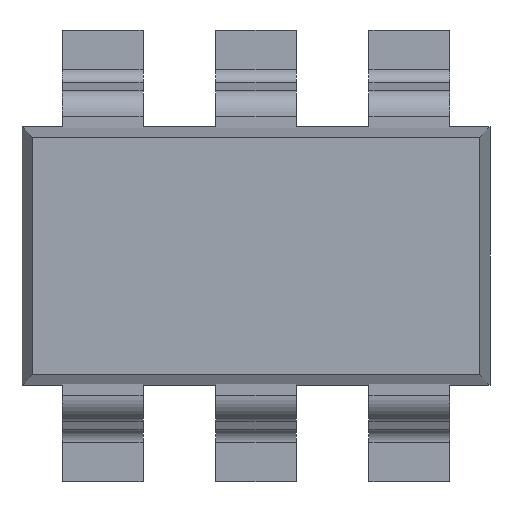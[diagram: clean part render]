
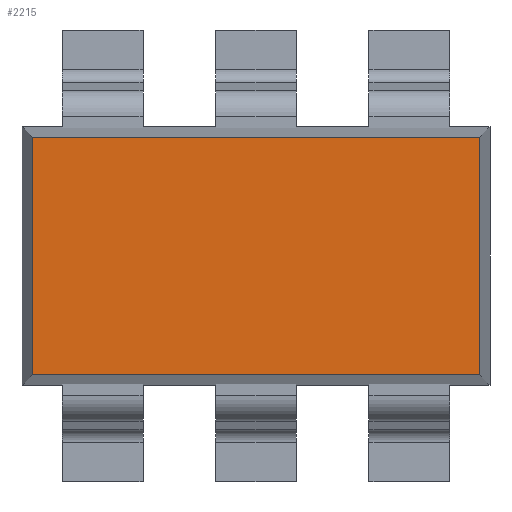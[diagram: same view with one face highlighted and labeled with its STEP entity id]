
A CAD part, front view. The second image highlights one B-rep face of the part: STEP entity #2215.
In plain terms, the highlighted planar face has unit normal (0, -1, 0).
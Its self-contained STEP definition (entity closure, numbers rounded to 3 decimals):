
#320 = EDGE_LOOP ( 'NONE', ( #1031, #3427, #3071, #2283 ) ) ;
#537 = DIRECTION ( 'NONE',  ( 0., 0., -1. ) ) ;
#726 = CARTESIAN_POINT ( 'NONE',  ( 1.385, -0.435, -0.735 ) ) ;
#892 = CARTESIAN_POINT ( 'NONE',  ( -1.385, -0.435, -0.735 ) ) ;
#1031 = ORIENTED_EDGE ( 'NONE', *, *, #1903, .T. ) ;
#1183 = DIRECTION ( 'NONE',  ( 0., 0., 1. ) ) ;
#1266 = CARTESIAN_POINT ( 'NONE',  ( 0., -0.435, 0.735 ) ) ;
#1290 = AXIS2_PLACEMENT_3D ( 'NONE', #1785, #3132, #1183 ) ;
#1378 = VERTEX_POINT ( 'NONE', #2225 ) ;
#1474 = LINE ( 'NONE', #2853, #3920 ) ;
#1522 = FACE_OUTER_BOUND ( 'NONE', #320, .T. ) ;
#1694 = DIRECTION ( 'NONE',  ( 1., 0., 0. ) ) ;
#1785 = CARTESIAN_POINT ( 'NONE',  ( 0., -0.435, 0. ) ) ;
#1903 = EDGE_CURVE ( 'NONE', #3085, #1378, #1474, .T. ) ;
#2075 = VECTOR ( 'NONE', #537, 1000. ) ;
#2139 = EDGE_CURVE ( 'NONE', #3278, #3285, #2973, .T. ) ;
#2215 = ADVANCED_FACE ( 'NONE', ( #1522 ), #3098, .F. ) ;
#2220 = DIRECTION ( 'NONE',  ( -1., 0., 0. ) ) ;
#2225 = CARTESIAN_POINT ( 'NONE',  ( 1.385, -0.435, 0.735 ) ) ;
#2283 = ORIENTED_EDGE ( 'NONE', *, *, #3049, .T. ) ;
#2314 = CARTESIAN_POINT ( 'NONE',  ( -1.385, -0.435, 0.735 ) ) ;
#2319 = EDGE_CURVE ( 'NONE', #1378, #3278, #3911, .T. ) ;
#2405 = VECTOR ( 'NONE', #1694, 1000. ) ;
#2853 = CARTESIAN_POINT ( 'NONE',  ( 1.385, -0.435, 0. ) ) ;
#2973 = LINE ( 'NONE', #3114, #2075 ) ;
#3049 = EDGE_CURVE ( 'NONE', #3285, #3085, #4028, .T. ) ;
#3071 = ORIENTED_EDGE ( 'NONE', *, *, #2139, .T. ) ;
#3085 = VERTEX_POINT ( 'NONE', #726 ) ;
#3098 = PLANE ( 'NONE',  #1290 ) ;
#3114 = CARTESIAN_POINT ( 'NONE',  ( -1.385, -0.435, 0. ) ) ;
#3132 = DIRECTION ( 'NONE',  ( 0., 1., 0. ) ) ;
#3240 = DIRECTION ( 'NONE',  ( 0., 0., 1. ) ) ;
#3278 = VERTEX_POINT ( 'NONE', #2314 ) ;
#3285 = VERTEX_POINT ( 'NONE', #892 ) ;
#3427 = ORIENTED_EDGE ( 'NONE', *, *, #2319, .T. ) ;
#3911 = LINE ( 'NONE', #1266, #4014 ) ;
#3920 = VECTOR ( 'NONE', #3240, 1000. ) ;
#3986 = CARTESIAN_POINT ( 'NONE',  ( 0., -0.435, -0.735 ) ) ;
#4014 = VECTOR ( 'NONE', #2220, 1000. ) ;
#4028 = LINE ( 'NONE', #3986, #2405 ) ;
